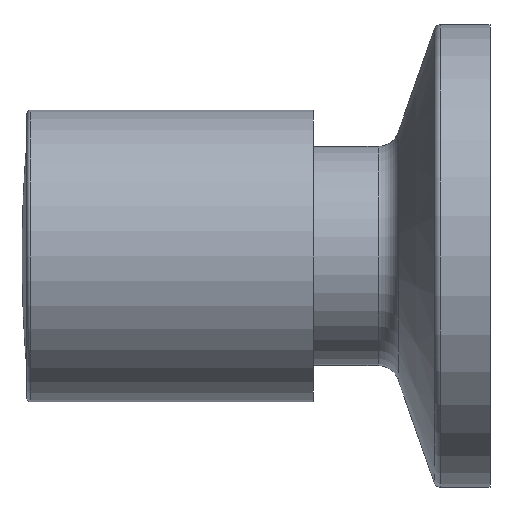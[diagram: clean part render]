
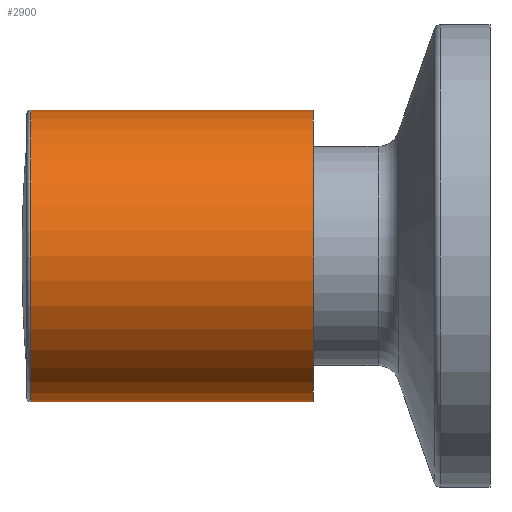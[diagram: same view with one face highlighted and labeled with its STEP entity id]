
A CAD part, left-side view. The second image highlights one B-rep face of the part: STEP entity #2900.
In plain terms, the highlighted cylindrical face has radius 20.5 mm (diameter 41 mm), a partial arc.
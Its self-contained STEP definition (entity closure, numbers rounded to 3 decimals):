
#88 = ORIENTED_EDGE ( 'NONE', *, *, #3281, .T. ) ;
#165 = VECTOR ( 'NONE', #5479, 1000. ) ;
#185 = LINE ( 'NONE', #1622, #165 ) ;
#200 = EDGE_LOOP ( 'NONE', ( #1039, #5277, #88, #3941 ) ) ;
#562 = VECTOR ( 'NONE', #1819, 1000. ) ;
#648 = EDGE_CURVE ( 'NONE', #1528, #5197, #4811, .T. ) ;
#1008 = VERTEX_POINT ( 'NONE', #1200 ) ;
#1039 = ORIENTED_EDGE ( 'NONE', *, *, #648, .T. ) ;
#1200 = CARTESIAN_POINT ( 'NONE',  ( 0., 70.8, 20.5 ) ) ;
#1389 = AXIS2_PLACEMENT_3D ( 'NONE', #3593, #3625, #5557 ) ;
#1528 = VERTEX_POINT ( 'NONE', #3851 ) ;
#1622 = CARTESIAN_POINT ( 'NONE',  ( 0., 111.05, 20.5 ) ) ;
#1819 = DIRECTION ( 'NONE',  ( 0., -1., 0. ) ) ;
#1840 = DIRECTION ( 'NONE',  ( 0., 1., 0. ) ) ;
#2085 = EDGE_CURVE ( 'NONE', #1528, #1008, #185, .T. ) ;
#2766 = LINE ( 'NONE', #4724, #562 ) ;
#2900 = ADVANCED_FACE ( 'NONE', ( #5287 ), #4693, .T. ) ;
#2917 = CARTESIAN_POINT ( 'NONE',  ( 0., 110.55, -20.5 ) ) ;
#3281 = EDGE_CURVE ( 'NONE', #4807, #1008, #6189, .T. ) ;
#3348 = DIRECTION ( 'NONE',  ( 0., 0., -1. ) ) ;
#3593 = CARTESIAN_POINT ( 'NONE',  ( 0., 110.55, 0. ) ) ;
#3625 = DIRECTION ( 'NONE',  ( 0., -1., 0. ) ) ;
#3851 = CARTESIAN_POINT ( 'NONE',  ( 0., 110.55, 20.5 ) ) ;
#3913 = EDGE_CURVE ( 'NONE', #5197, #4807, #2766, .T. ) ;
#3941 = ORIENTED_EDGE ( 'NONE', *, *, #2085, .F. ) ;
#4291 = CARTESIAN_POINT ( 'NONE',  ( 0., 111.05, 0. ) ) ;
#4693 = CYLINDRICAL_SURFACE ( 'NONE', #5888, 20.5 ) ;
#4724 = CARTESIAN_POINT ( 'NONE',  ( 0., 111.05, -20.5 ) ) ;
#4807 = VERTEX_POINT ( 'NONE', #4958 ) ;
#4811 = CIRCLE ( 'NONE', #1389, 20.5 ) ;
#4958 = CARTESIAN_POINT ( 'NONE',  ( 0., 70.8, -20.5 ) ) ;
#5172 = DIRECTION ( 'NONE',  ( 0., -1., 0. ) ) ;
#5197 = VERTEX_POINT ( 'NONE', #2917 ) ;
#5277 = ORIENTED_EDGE ( 'NONE', *, *, #3913, .T. ) ;
#5287 = FACE_OUTER_BOUND ( 'NONE', #200, .T. ) ;
#5479 = DIRECTION ( 'NONE',  ( 0., -1., 0. ) ) ;
#5557 = DIRECTION ( 'NONE',  ( 0., 0., -1. ) ) ;
#5692 = AXIS2_PLACEMENT_3D ( 'NONE', #6155, #1840, #3348 ) ;
#5756 = DIRECTION ( 'NONE',  ( 0., 0., 1. ) ) ;
#5888 = AXIS2_PLACEMENT_3D ( 'NONE', #4291, #5172, #5756 ) ;
#6155 = CARTESIAN_POINT ( 'NONE',  ( 0., 70.8, 0. ) ) ;
#6189 = CIRCLE ( 'NONE', #5692, 20.5 ) ;
